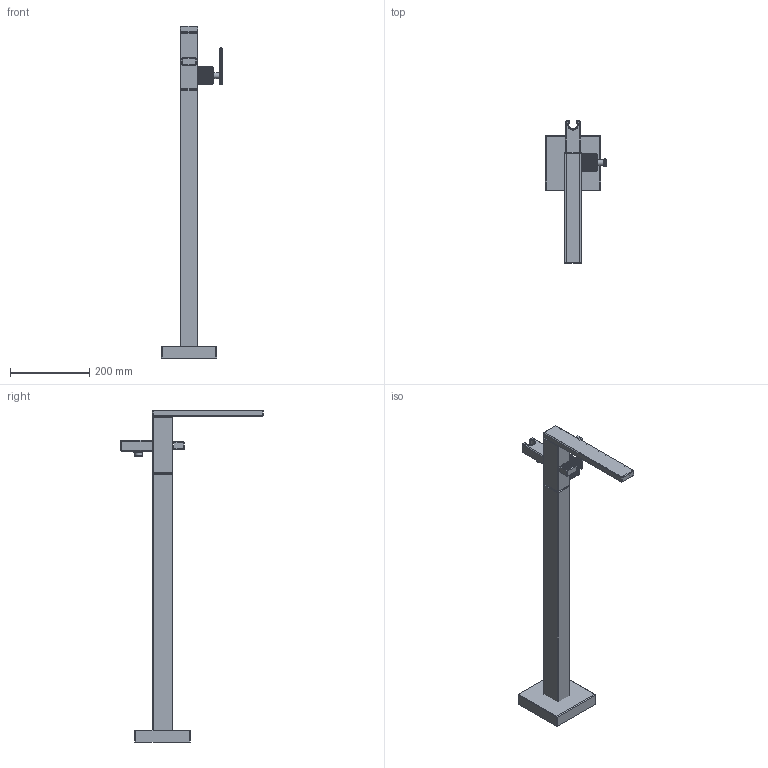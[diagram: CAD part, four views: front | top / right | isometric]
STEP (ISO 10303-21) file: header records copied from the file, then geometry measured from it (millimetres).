
FILE_DESCRIPTION(/* description */ (''),/* implementation_level */ '2;1');
FILE_NAME(/* name */ 'TVT126003000.step',/* time_stamp */ '2022-12-08T11:40:47+01:00',/* author */ (''),/* organization */ (''),/* preprocessor_version */ 'ST-DEVELOPER v19.2',/* originating_system */ 'Autodesk Translation Framework v11.17.0.187',/* authorisation */ '');
FILE_SCHEMA (('AUTOMOTIVE_DESIGN { 1 0 10303 214 3 1 1 }'));
Products named in the file (73): (Nicht gespeichert); 80T208293M; 80G208293M; 80M24123NP0_ASM; WANGZUI-R01; WANGZUI-R02; 24X15-R01; 83T208221D1; 8J16X2A; 84T208221D1; 8J10X2A; 85T208221D1; 8J125X2A; 82T208221; 8JG20005D1; 8J14X2A; 81T208293M1; 8JT208293D1; 8JT1A200G; 8THYK000; 81J20005D1; 8J25X2A; 8J22X2A; 8XJ102X45X35A; 82J20005D1; 8XJ19X7X6; 80D208293G; 8TH23253; 70G208221_ASM; 71W208221_AF0; 72W208221_AF0; 73W208221_AF0; 81T168U21; 8EM6X7; 80N85070; 81T20337; G596955GY1_ASM; G596955GY2_ASM; G59650-R01; G59695-R01 ...
Assembly tree (103 placements, depth 3):
  (Nicht gespeichert)
    80T208293M
    80G208293M
    80M24123NP0_ASM
      WANGZUI-R01
      WANGZUI-R02
      24X15-R01
    83T208221D1
    8J16X2A  x4
    84T208221D1
    8J10X2A  x2
    85T208221D1
    8J125X2A  x2
    82T208221
    8JG20005D1  x2
    8J14X2A  x2
    83T168221  x4
    81T208293M1
    8JT208293D1
    8JT1A200G
    8J22X2A  x2
    8THYK000
    81J20005D1
    8J25X2A
    8XJ102X45X35A
    82J20005D1
    8XJ19X7X6
    80D208293G
    8TH23253
    70G208221_ASM
      71W208221_AF0
      72W208221_AF0
      73W208221_AF0
    81T168U21  x4
    8EM6X7  x2
    80N85070  x2
    81T20337
    G596955GY1_ASM
      G59650-R01
      G59650-R02  x2
      G59695-R01
      G59650-R03
    G596955GY2_ASM
      G59650-R01
      G59650-R02  x2
      G59695-R01
      G59650-R03
    8NM20005  x2
    8PM6X16  x4
    8ZG208293G_ASM
      81W208221G
      80W208221
    8XJ208221
    84T168293
    J10350KS00_ASM
      J10350KS00-R01
    8YG16045
    81T168293
    8J41X15A
    80P35VMD
Bounding box: 155.1 x 360 x 837.5 mm (x, y, z)
Volume: 2775642.6 mm3; surface area: 317590.6 mm2
Topology: 12 solids, 12 shells, 7720 faces, 16243 edges, 8556 vertices
Faces by surface type: plane 7666, cylinder 35, cone 15, torus 4
Full cylindrical faces by diameter (mm): 4.2 x1, 4.3 x2, 4.8 x2, 4.9 x1, 13.5 x1, 15 x1, 16 x1, 17 x1, 18.5 x2, 22.5 x1, 23 x2, 25 x1
Entity records: 195266 total; most frequent: CARTESIAN_POINT 32811, ORIENTED_EDGE 32480, DIRECTION 32118, EDGE_CURVE 16240, LINE 16126, VECTOR 16126, VERTEX_POINT 8556, AXIS2_PLACEMENT_3D 7996
